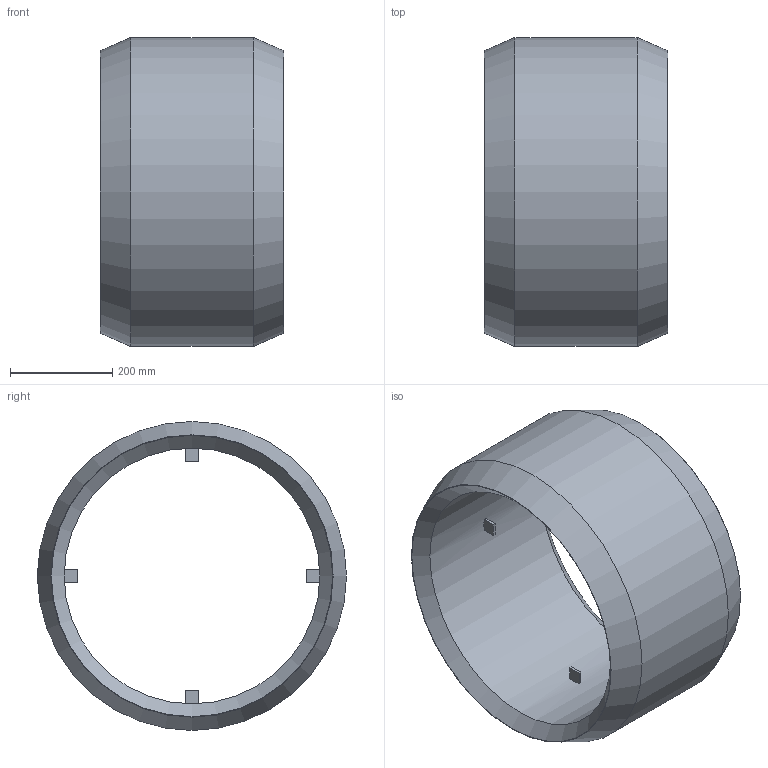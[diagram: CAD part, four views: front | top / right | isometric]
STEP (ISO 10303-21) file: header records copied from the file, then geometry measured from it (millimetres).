
FILE_DESCRIPTION(/* description */ ('PE E-Coupler, Ø500, SDR11/17'),/* implementation_level */ '2;1');
FILE_NAME(/* name */ 'MEL11-RC-500',/* time_stamp */ '2021-09-21T16:48:14+02:00',/* author */ ('COAB Solutions'),/* organization */ ('GPA Flowsystem'),/* preprocessor_version */ '',/* originating_system */ 'www.coabsolutions.com',/* authorisation */ '');
FILE_SCHEMA (('AUTOMOTIVE_DESIGN { 1 0 10303 214 3 1 1 }'));
Length unit declared in the file: millimetre
Products named in the file (1): MEL11-RC-500 SDR 17-11_5
Bounding box: 358 x 604 x 604 mm (x, y, z)
Volume: 28419323.5 mm3; surface area: 1301144.1 mm2
Topology: 1 solids, 1 shells, 54 faces, 109 edges, 68 vertices
Faces by surface type: plane 26, cylinder 18, cone 10
Full cylindrical faces by diameter (mm): 5 x2, 8 x2, 12 x2, 16 x2, 500 x1, 604 x1
Entity records: 1570 total; most frequent: CARTESIAN_POINT 370, DIRECTION 259, ORIENTED_EDGE 218, EDGE_CURVE 109, AXIS2_PLACEMENT_3D 103, VERTEX_POINT 68, EDGE_LOOP 67, FACE_OUTER_BOUND 54
